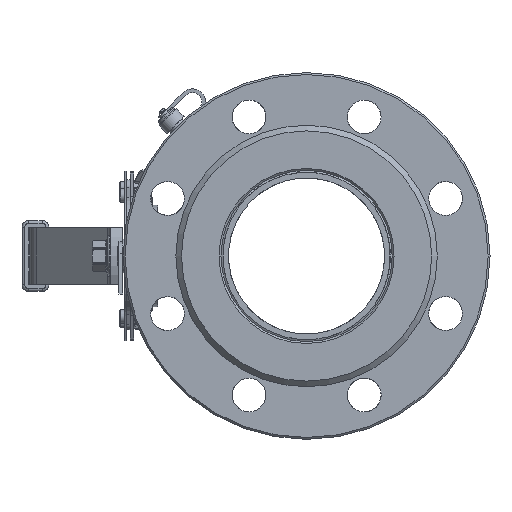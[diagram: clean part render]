
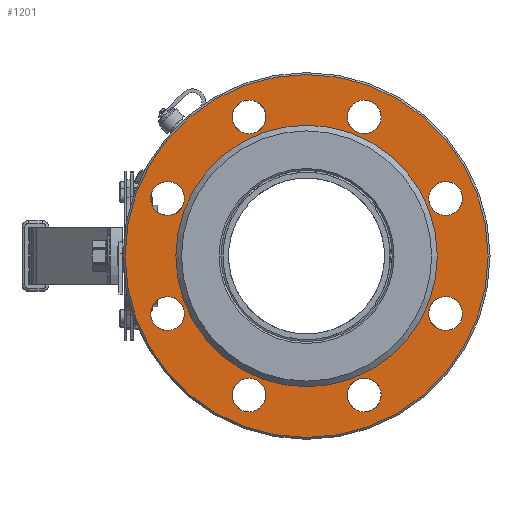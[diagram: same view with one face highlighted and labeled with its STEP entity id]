
A CAD part, left-side view. The second image highlights one B-rep face of the part: STEP entity #1201.
In plain terms, the highlighted planar face has unit normal (-1, 0, 0).
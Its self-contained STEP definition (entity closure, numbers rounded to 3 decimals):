
#984=CARTESIAN_POINT('',(-187.,-69.5,0.));
#985=VERTEX_POINT('',#984);
#1011=CARTESIAN_POINT('',(-187.,0.,-69.5));
#1012=VERTEX_POINT('',#1011);
#1013=CARTESIAN_POINT('',(-187.,0.,0.));
#1014=DIRECTION('',(-1.,-0.,-0.));
#1015=DIRECTION('',(0.,0.,-1.));
#1016=AXIS2_PLACEMENT_3D('',#1013,#1014,#1015);
#1017=CIRCLE('',#1016,69.5);
#1018=EDGE_CURVE('',#985,#1012,#1017,.T.);
#1020=CARTESIAN_POINT('',(-187.,0.,0.));
#1021=DIRECTION('',(-1.,-0.,-0.));
#1022=DIRECTION('',(0.,0.,-1.));
#1023=AXIS2_PLACEMENT_3D('',#1020,#1021,#1022);
#1024=CIRCLE('',#1023,69.5);
#1025=EDGE_CURVE('',#1012,#985,#1024,.T.);
#1030=CARTESIAN_POINT('',(-187.,0.,0.));
#1031=DIRECTION('',(-1.,0.,0.));
#1032=DIRECTION('',(0.,1.,0.));
#1033=AXIS2_PLACEMENT_3D('',#1030,#1031,#1032);
#1034=PLANE('',#1033);
#1035=CARTESIAN_POINT('',(-187.,0.,-96.5));
#1036=VERTEX_POINT('',#1035);
#1037=CARTESIAN_POINT('',(-187.,0.,-0.));
#1038=DIRECTION('',(-1.,-0.,-0.));
#1039=DIRECTION('',(0.,0.,-1.));
#1040=AXIS2_PLACEMENT_3D('',#1037,#1038,#1039);
#1041=CIRCLE('',#1040,96.5);
#1042=EDGE_CURVE('',#1036,#1036,#1041,.T.);
#1043=ORIENTED_EDGE('',*,*,#1042,.T.);
#1044=EDGE_LOOP('',(#1043));
#1045=FACE_BOUND('',#1044,.T.);
#1046=CARTESIAN_POINT('',(-187.,-30.615,82.91));
#1047=VERTEX_POINT('',#1046);
#1048=CARTESIAN_POINT('',(-187.,-30.615,64.91));
#1049=VERTEX_POINT('',#1048);
#1050=CARTESIAN_POINT('',(-187.,-30.615,73.91));
#1051=DIRECTION('',(-1.,-0.,-0.));
#1052=DIRECTION('',(0.,0.,-1.));
#1053=AXIS2_PLACEMENT_3D('',#1050,#1051,#1052);
#1054=CIRCLE('',#1053,9.);
#1055=EDGE_CURVE('',#1047,#1049,#1054,.T.);
#1056=ORIENTED_EDGE('',*,*,#1055,.F.);
#1057=CARTESIAN_POINT('',(-187.,-30.615,73.91));
#1058=DIRECTION('',(-1.,-0.,-0.));
#1059=DIRECTION('',(0.,0.,-1.));
#1060=AXIS2_PLACEMENT_3D('',#1057,#1058,#1059);
#1061=CIRCLE('',#1060,9.);
#1062=EDGE_CURVE('',#1049,#1047,#1061,.T.);
#1063=ORIENTED_EDGE('',*,*,#1062,.F.);
#1064=EDGE_LOOP('',(#1056,#1063));
#1065=FACE_BOUND('',#1064,.T.);
#1066=CARTESIAN_POINT('',(-187.,36.979,80.274));
#1067=VERTEX_POINT('',#1066);
#1068=CARTESIAN_POINT('',(-187.,30.615,64.91));
#1069=VERTEX_POINT('',#1068);
#1070=CARTESIAN_POINT('',(-187.,30.615,73.91));
#1071=DIRECTION('',(-1.,-0.,-0.));
#1072=DIRECTION('',(0.,0.,-1.));
#1073=AXIS2_PLACEMENT_3D('',#1070,#1071,#1072);
#1074=CIRCLE('',#1073,9.);
#1075=EDGE_CURVE('',#1067,#1069,#1074,.T.);
#1076=ORIENTED_EDGE('',*,*,#1075,.F.);
#1077=CARTESIAN_POINT('',(-187.,30.615,73.91));
#1078=DIRECTION('',(-1.,-0.,-0.));
#1079=DIRECTION('',(0.,0.,-1.));
#1080=AXIS2_PLACEMENT_3D('',#1077,#1078,#1079);
#1081=CIRCLE('',#1080,9.);
#1082=EDGE_CURVE('',#1069,#1067,#1081,.T.);
#1083=ORIENTED_EDGE('',*,*,#1082,.F.);
#1084=EDGE_LOOP('',(#1076,#1083));
#1085=FACE_BOUND('',#1084,.T.);
#1086=CARTESIAN_POINT('',(-187.,82.91,30.615));
#1087=VERTEX_POINT('',#1086);
#1088=CARTESIAN_POINT('',(-187.,73.91,21.615));
#1089=VERTEX_POINT('',#1088);
#1090=CARTESIAN_POINT('',(-187.,73.91,30.615));
#1091=DIRECTION('',(-1.,-0.,-0.));
#1092=DIRECTION('',(0.,0.,-1.));
#1093=AXIS2_PLACEMENT_3D('',#1090,#1091,#1092);
#1094=CIRCLE('',#1093,9.);
#1095=EDGE_CURVE('',#1087,#1089,#1094,.T.);
#1096=ORIENTED_EDGE('',*,*,#1095,.F.);
#1097=CARTESIAN_POINT('',(-187.,73.91,30.615));
#1098=DIRECTION('',(-1.,-0.,-0.));
#1099=DIRECTION('',(0.,0.,-1.));
#1100=AXIS2_PLACEMENT_3D('',#1097,#1098,#1099);
#1101=CIRCLE('',#1100,9.);
#1102=EDGE_CURVE('',#1089,#1087,#1101,.T.);
#1103=ORIENTED_EDGE('',*,*,#1102,.F.);
#1104=EDGE_LOOP('',(#1096,#1103));
#1105=FACE_BOUND('',#1104,.T.);
#1106=CARTESIAN_POINT('',(-187.,80.274,-36.979));
#1107=VERTEX_POINT('',#1106);
#1108=CARTESIAN_POINT('',(-187.,73.91,-39.615));
#1109=VERTEX_POINT('',#1108);
#1110=CARTESIAN_POINT('',(-187.,73.91,-30.615));
#1111=DIRECTION('',(-1.,-0.,-0.));
#1112=DIRECTION('',(0.,0.,-1.));
#1113=AXIS2_PLACEMENT_3D('',#1110,#1111,#1112);
#1114=CIRCLE('',#1113,9.);
#1115=EDGE_CURVE('',#1107,#1109,#1114,.T.);
#1116=ORIENTED_EDGE('',*,*,#1115,.F.);
#1117=CARTESIAN_POINT('',(-187.,73.91,-30.615));
#1118=DIRECTION('',(-1.,-0.,-0.));
#1119=DIRECTION('',(0.,0.,-1.));
#1120=AXIS2_PLACEMENT_3D('',#1117,#1118,#1119);
#1121=CIRCLE('',#1120,9.);
#1122=EDGE_CURVE('',#1109,#1107,#1121,.T.);
#1123=ORIENTED_EDGE('',*,*,#1122,.F.);
#1124=EDGE_LOOP('',(#1116,#1123));
#1125=FACE_BOUND('',#1124,.T.);
#1126=CARTESIAN_POINT('',(-187.,30.615,-82.91));
#1127=VERTEX_POINT('',#1126);
#1128=CARTESIAN_POINT('',(-187.,30.615,-73.91));
#1129=DIRECTION('',(1.,0.,0.));
#1130=DIRECTION('',(0.,0.,-1.));
#1131=AXIS2_PLACEMENT_3D('',#1128,#1129,#1130);
#1132=CIRCLE('',#1131,9.);
#1133=EDGE_CURVE('',#1127,#1127,#1132,.T.);
#1134=ORIENTED_EDGE('',*,*,#1133,.T.);
#1135=EDGE_LOOP('',(#1134));
#1136=FACE_BOUND('',#1135,.T.);
#1137=CARTESIAN_POINT('',(-187.,-30.615,-82.91));
#1138=VERTEX_POINT('',#1137);
#1139=CARTESIAN_POINT('',(-187.,-36.979,-80.274));
#1140=VERTEX_POINT('',#1139);
#1141=CARTESIAN_POINT('',(-187.,-30.615,-73.91));
#1142=DIRECTION('',(1.,0.,0.));
#1143=DIRECTION('',(0.,0.,-1.));
#1144=AXIS2_PLACEMENT_3D('',#1141,#1142,#1143);
#1145=CIRCLE('',#1144,9.);
#1146=EDGE_CURVE('',#1138,#1140,#1145,.T.);
#1147=ORIENTED_EDGE('',*,*,#1146,.T.);
#1148=CARTESIAN_POINT('',(-187.,-30.615,-73.91));
#1149=DIRECTION('',(1.,0.,0.));
#1150=DIRECTION('',(0.,0.,-1.));
#1151=AXIS2_PLACEMENT_3D('',#1148,#1149,#1150);
#1152=CIRCLE('',#1151,9.);
#1153=EDGE_CURVE('',#1140,#1138,#1152,.T.);
#1154=ORIENTED_EDGE('',*,*,#1153,.T.);
#1155=EDGE_LOOP('',(#1147,#1154));
#1156=FACE_BOUND('',#1155,.T.);
#1157=CARTESIAN_POINT('',(-187.,-73.91,-39.615));
#1158=VERTEX_POINT('',#1157);
#1159=CARTESIAN_POINT('',(-187.,-82.91,-30.615));
#1160=VERTEX_POINT('',#1159);
#1161=CARTESIAN_POINT('',(-187.,-73.91,-30.615));
#1162=DIRECTION('',(1.,0.,0.));
#1163=DIRECTION('',(0.,0.,-1.));
#1164=AXIS2_PLACEMENT_3D('',#1161,#1162,#1163);
#1165=CIRCLE('',#1164,9.);
#1166=EDGE_CURVE('',#1158,#1160,#1165,.T.);
#1167=ORIENTED_EDGE('',*,*,#1166,.T.);
#1168=CARTESIAN_POINT('',(-187.,-73.91,-30.615));
#1169=DIRECTION('',(1.,0.,0.));
#1170=DIRECTION('',(0.,0.,-1.));
#1171=AXIS2_PLACEMENT_3D('',#1168,#1169,#1170);
#1172=CIRCLE('',#1171,9.);
#1173=EDGE_CURVE('',#1160,#1158,#1172,.T.);
#1174=ORIENTED_EDGE('',*,*,#1173,.T.);
#1175=EDGE_LOOP('',(#1167,#1174));
#1176=FACE_BOUND('',#1175,.T.);
#1177=CARTESIAN_POINT('',(-187.,-73.91,21.615));
#1178=VERTEX_POINT('',#1177);
#1179=CARTESIAN_POINT('',(-187.,-80.274,36.979));
#1180=VERTEX_POINT('',#1179);
#1181=CARTESIAN_POINT('',(-187.,-73.91,30.615));
#1182=DIRECTION('',(1.,0.,0.));
#1183=DIRECTION('',(0.,0.,-1.));
#1184=AXIS2_PLACEMENT_3D('',#1181,#1182,#1183);
#1185=CIRCLE('',#1184,9.);
#1186=EDGE_CURVE('',#1178,#1180,#1185,.T.);
#1187=ORIENTED_EDGE('',*,*,#1186,.T.);
#1188=CARTESIAN_POINT('',(-187.,-73.91,30.615));
#1189=DIRECTION('',(1.,0.,0.));
#1190=DIRECTION('',(0.,0.,-1.));
#1191=AXIS2_PLACEMENT_3D('',#1188,#1189,#1190);
#1192=CIRCLE('',#1191,9.);
#1193=EDGE_CURVE('',#1180,#1178,#1192,.T.);
#1194=ORIENTED_EDGE('',*,*,#1193,.T.);
#1195=EDGE_LOOP('',(#1187,#1194));
#1196=FACE_BOUND('',#1195,.T.);
#1197=ORIENTED_EDGE('',*,*,#1018,.F.);
#1198=ORIENTED_EDGE('',*,*,#1025,.F.);
#1199=EDGE_LOOP('',(#1197,#1198));
#1200=FACE_BOUND('',#1199,.T.);
#1201=ADVANCED_FACE('',(#1045,#1065,#1085,#1105,#1125,#1136,#1156,#1176,#1196,#1200),#1034,.T.);
